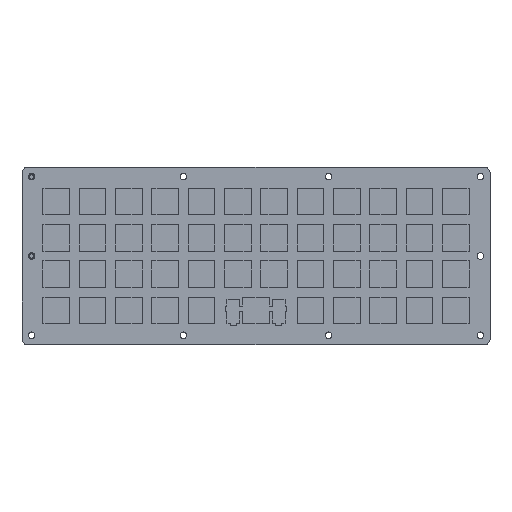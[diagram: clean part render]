
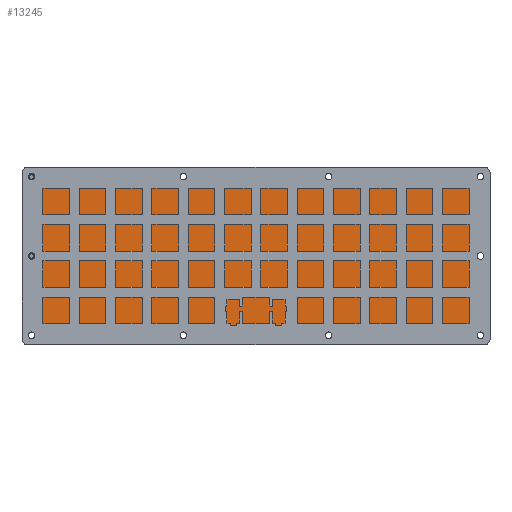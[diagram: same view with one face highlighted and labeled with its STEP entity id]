
A CAD part, top view. The second image highlights one B-rep face of the part: STEP entity #13245.
In plain terms, the highlighted planar face has unit normal (0, 0, 1).
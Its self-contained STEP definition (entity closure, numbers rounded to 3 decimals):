
#309=FACE_BOUND('',#2004,.T.);
#310=FACE_BOUND('',#2005,.T.);
#311=FACE_BOUND('',#2006,.T.);
#312=FACE_BOUND('',#2007,.T.);
#313=FACE_BOUND('',#2008,.T.);
#314=FACE_BOUND('',#2009,.T.);
#315=FACE_BOUND('',#2010,.T.);
#316=FACE_BOUND('',#2011,.T.);
#317=FACE_BOUND('',#2012,.T.);
#318=FACE_BOUND('',#2013,.T.);
#443=CIRCLE('',#14186,1.7);
#445=CIRCLE('',#14189,1.7);
#447=CIRCLE('',#14192,1.7);
#449=CIRCLE('',#14195,1.7);
#451=CIRCLE('',#14198,1.7);
#453=CIRCLE('',#14201,1.7);
#455=CIRCLE('',#14204,1.7);
#457=CIRCLE('',#14207,1.7);
#459=CIRCLE('',#14210,1.7);
#461=CIRCLE('',#14213,1.7);
#464=CIRCLE('',#14218,3.);
#466=CIRCLE('',#14222,3.);
#468=CIRCLE('',#14226,3.);
#470=CIRCLE('',#14230,3.);
#1173=FACE_OUTER_BOUND('',#2003,.T.);
#2003=EDGE_LOOP('',(#11895,#11896,#11897,#11898,#11899,#11900,#11901,#11902));
#2004=EDGE_LOOP('',(#11903));
#2005=EDGE_LOOP('',(#11904));
#2006=EDGE_LOOP('',(#11905));
#2007=EDGE_LOOP('',(#11906));
#2008=EDGE_LOOP('',(#11907));
#2009=EDGE_LOOP('',(#11908));
#2010=EDGE_LOOP('',(#11909));
#2011=EDGE_LOOP('',(#11910));
#2012=EDGE_LOOP('',(#11911));
#2013=EDGE_LOOP('',(#11912));
#3663=LINE('',#21098,#5313);
#3667=LINE('',#21110,#5317);
#3671=LINE('',#21122,#5321);
#3675=LINE('',#21134,#5325);
#5313=VECTOR('',#17366,10.);
#5317=VECTOR('',#17378,10.);
#5321=VECTOR('',#17390,10.);
#5325=VECTOR('',#17402,10.);
#6497=VERTEX_POINT('',#21032);
#6499=VERTEX_POINT('',#21038);
#6501=VERTEX_POINT('',#21044);
#6503=VERTEX_POINT('',#21050);
#6505=VERTEX_POINT('',#21056);
#6507=VERTEX_POINT('',#21062);
#6509=VERTEX_POINT('',#21068);
#6511=VERTEX_POINT('',#21074);
#6513=VERTEX_POINT('',#21080);
#6515=VERTEX_POINT('',#21086);
#6519=VERTEX_POINT('',#21095);
#6520=VERTEX_POINT('',#21097);
#6522=VERTEX_POINT('',#21103);
#6524=VERTEX_POINT('',#21109);
#6526=VERTEX_POINT('',#21115);
#6528=VERTEX_POINT('',#21121);
#6530=VERTEX_POINT('',#21127);
#6532=VERTEX_POINT('',#21133);
#8287=EDGE_CURVE('',#6497,#6497,#443,.T.);
#8290=EDGE_CURVE('',#6499,#6499,#445,.T.);
#8293=EDGE_CURVE('',#6501,#6501,#447,.T.);
#8296=EDGE_CURVE('',#6503,#6503,#449,.T.);
#8299=EDGE_CURVE('',#6505,#6505,#451,.T.);
#8302=EDGE_CURVE('',#6507,#6507,#453,.T.);
#8305=EDGE_CURVE('',#6509,#6509,#455,.T.);
#8308=EDGE_CURVE('',#6511,#6511,#457,.T.);
#8311=EDGE_CURVE('',#6513,#6513,#459,.T.);
#8314=EDGE_CURVE('',#6515,#6515,#461,.T.);
#8319=EDGE_CURVE('',#6520,#6519,#3663,.T.);
#8322=EDGE_CURVE('',#6522,#6520,#464,.T.);
#8325=EDGE_CURVE('',#6524,#6522,#3667,.T.);
#8328=EDGE_CURVE('',#6526,#6524,#466,.T.);
#8331=EDGE_CURVE('',#6528,#6526,#3671,.T.);
#8334=EDGE_CURVE('',#6530,#6528,#468,.T.);
#8337=EDGE_CURVE('',#6532,#6530,#3675,.T.);
#8340=EDGE_CURVE('',#6519,#6532,#470,.T.);
#11895=ORIENTED_EDGE('',*,*,#8340,.T.);
#11896=ORIENTED_EDGE('',*,*,#8337,.T.);
#11897=ORIENTED_EDGE('',*,*,#8334,.T.);
#11898=ORIENTED_EDGE('',*,*,#8331,.T.);
#11899=ORIENTED_EDGE('',*,*,#8328,.T.);
#11900=ORIENTED_EDGE('',*,*,#8325,.T.);
#11901=ORIENTED_EDGE('',*,*,#8322,.T.);
#11902=ORIENTED_EDGE('',*,*,#8319,.T.);
#11903=ORIENTED_EDGE('',*,*,#8314,.T.);
#11904=ORIENTED_EDGE('',*,*,#8311,.T.);
#11905=ORIENTED_EDGE('',*,*,#8308,.T.);
#11906=ORIENTED_EDGE('',*,*,#8305,.T.);
#11907=ORIENTED_EDGE('',*,*,#8302,.T.);
#11908=ORIENTED_EDGE('',*,*,#8299,.T.);
#11909=ORIENTED_EDGE('',*,*,#8296,.T.);
#11910=ORIENTED_EDGE('',*,*,#8293,.T.);
#11911=ORIENTED_EDGE('',*,*,#8290,.T.);
#11912=ORIENTED_EDGE('',*,*,#8287,.T.);
#12627=PLANE('',#14231);
#13245=ADVANCED_FACE('',(#1173,#309,#310,#311,#312,#313,#314,#315,#316,
#317,#318),#12627,.T.);
#14186=AXIS2_PLACEMENT_3D('',#21033,#17294,#17295);
#14189=AXIS2_PLACEMENT_3D('',#21039,#17301,#17302);
#14192=AXIS2_PLACEMENT_3D('',#21045,#17308,#17309);
#14195=AXIS2_PLACEMENT_3D('',#21051,#17315,#17316);
#14198=AXIS2_PLACEMENT_3D('',#21057,#17322,#17323);
#14201=AXIS2_PLACEMENT_3D('',#21063,#17329,#17330);
#14204=AXIS2_PLACEMENT_3D('',#21069,#17336,#17337);
#14207=AXIS2_PLACEMENT_3D('',#21075,#17343,#17344);
#14210=AXIS2_PLACEMENT_3D('',#21081,#17350,#17351);
#14213=AXIS2_PLACEMENT_3D('',#21087,#17357,#17358);
#14218=AXIS2_PLACEMENT_3D('',#21104,#17372,#17373);
#14222=AXIS2_PLACEMENT_3D('',#21116,#17384,#17385);
#14226=AXIS2_PLACEMENT_3D('',#21128,#17396,#17397);
#14230=AXIS2_PLACEMENT_3D('',#21138,#17408,#17409);
#14231=AXIS2_PLACEMENT_3D('',#21139,#17410,#17411);
#17294=DIRECTION('center_axis',(0.,0.,-1.));
#17295=DIRECTION('ref_axis',(-1.,0.,0.));
#17301=DIRECTION('center_axis',(0.,0.,-1.));
#17302=DIRECTION('ref_axis',(-1.,0.,0.));
#17308=DIRECTION('center_axis',(0.,0.,-1.));
#17309=DIRECTION('ref_axis',(-1.,0.,0.));
#17315=DIRECTION('center_axis',(0.,0.,-1.));
#17316=DIRECTION('ref_axis',(-1.,0.,0.));
#17322=DIRECTION('center_axis',(0.,0.,-1.));
#17323=DIRECTION('ref_axis',(-1.,0.,0.));
#17329=DIRECTION('center_axis',(0.,0.,-1.));
#17330=DIRECTION('ref_axis',(-1.,0.,0.));
#17336=DIRECTION('center_axis',(0.,0.,-1.));
#17337=DIRECTION('ref_axis',(-1.,0.,0.));
#17343=DIRECTION('center_axis',(0.,0.,-1.));
#17344=DIRECTION('ref_axis',(-1.,0.,0.));
#17350=DIRECTION('center_axis',(0.,0.,-1.));
#17351=DIRECTION('ref_axis',(-1.,0.,0.));
#17357=DIRECTION('center_axis',(0.,0.,-1.));
#17358=DIRECTION('ref_axis',(-1.,0.,0.));
#17366=DIRECTION('',(1.,0.,0.));
#17372=DIRECTION('center_axis',(0.,0.,1.));
#17373=DIRECTION('ref_axis',(-1.,0.,0.));
#17378=DIRECTION('',(0.,-1.,0.));
#17384=DIRECTION('center_axis',(0.,0.,1.));
#17385=DIRECTION('ref_axis',(0.,1.,0.));
#17390=DIRECTION('',(-1.,0.,0.));
#17396=DIRECTION('center_axis',(0.,0.,1.));
#17397=DIRECTION('ref_axis',(1.,0.,0.));
#17402=DIRECTION('',(0.,1.,0.));
#17408=DIRECTION('center_axis',(0.,0.,1.));
#17409=DIRECTION('ref_axis',(0.,-1.,0.));
#17410=DIRECTION('center_axis',(0.,0.,1.));
#17411=DIRECTION('ref_axis',(1.,0.,0.));
#21032=CARTESIAN_POINT('',(6.7,88.15,3.));
#21033=CARTESIAN_POINT('Origin',(5.,88.15,3.));
#21038=CARTESIAN_POINT('',(242.25,88.15,3.));
#21039=CARTESIAN_POINT('Origin',(240.55,88.15,3.));
#21044=CARTESIAN_POINT('',(242.25,5.,3.));
#21045=CARTESIAN_POINT('Origin',(240.55,5.,3.));
#21050=CARTESIAN_POINT('',(6.7,5.,3.));
#21051=CARTESIAN_POINT('Origin',(5.,5.,3.));
#21056=CARTESIAN_POINT('',(6.7,46.575,3.));
#21057=CARTESIAN_POINT('Origin',(5.,46.575,3.));
#21062=CARTESIAN_POINT('',(242.25,46.575,3.));
#21063=CARTESIAN_POINT('Origin',(240.55,46.575,3.));
#21068=CARTESIAN_POINT('',(86.375,88.15,3.));
#21069=CARTESIAN_POINT('Origin',(84.675,88.15,3.));
#21074=CARTESIAN_POINT('',(162.575,88.15,3.));
#21075=CARTESIAN_POINT('Origin',(160.875,88.15,3.));
#21080=CARTESIAN_POINT('',(86.375,5.,3.));
#21081=CARTESIAN_POINT('Origin',(84.675,5.,3.));
#21086=CARTESIAN_POINT('',(162.575,5.,3.));
#21087=CARTESIAN_POINT('Origin',(160.875,5.,3.));
#21095=CARTESIAN_POINT('',(242.55,0.,3.));
#21097=CARTESIAN_POINT('',(3.,0.,3.));
#21098=CARTESIAN_POINT('',(3.,0.,3.));
#21103=CARTESIAN_POINT('',(0.,3.,3.));
#21104=CARTESIAN_POINT('Origin',(3.,3.,3.));
#21109=CARTESIAN_POINT('',(0.,90.15,3.));
#21110=CARTESIAN_POINT('',(0.,90.15,3.));
#21115=CARTESIAN_POINT('',(3.,93.15,3.));
#21116=CARTESIAN_POINT('Origin',(3.,90.15,3.));
#21121=CARTESIAN_POINT('',(242.55,93.15,3.));
#21122=CARTESIAN_POINT('',(242.55,93.15,3.));
#21127=CARTESIAN_POINT('',(245.55,90.15,3.));
#21128=CARTESIAN_POINT('Origin',(242.55,90.15,3.));
#21133=CARTESIAN_POINT('',(245.55,3.,3.));
#21134=CARTESIAN_POINT('',(245.55,3.,3.));
#21138=CARTESIAN_POINT('Origin',(242.55,3.,3.));
#21139=CARTESIAN_POINT('Origin',(122.775,46.575,3.));
